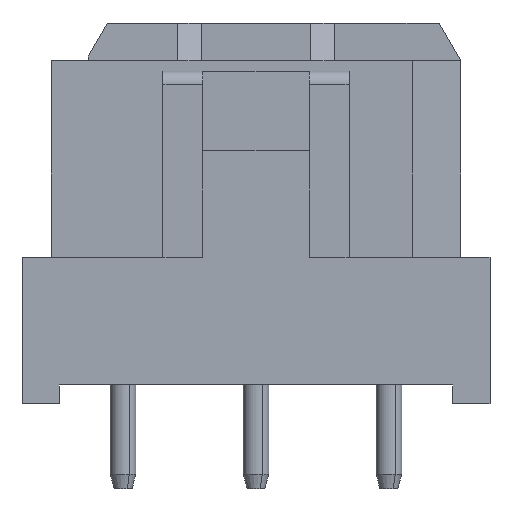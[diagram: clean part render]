
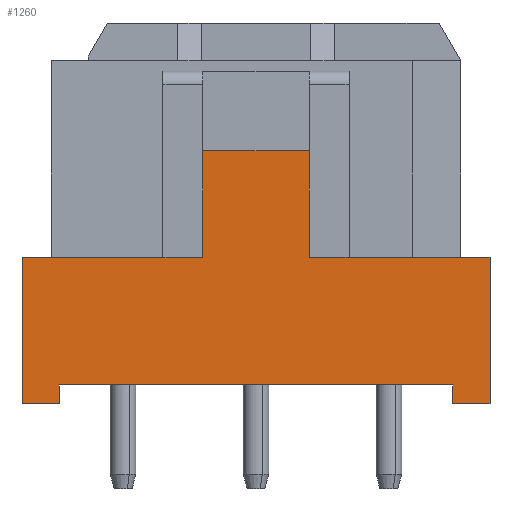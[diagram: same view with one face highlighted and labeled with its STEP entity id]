
A CAD part, front view. The second image highlights one B-rep face of the part: STEP entity #1260.
In plain terms, the highlighted planar face has unit normal (0, -1, 0).
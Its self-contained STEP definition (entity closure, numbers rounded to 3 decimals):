
#1162=AXIS2_PLACEMENT_3D('Plane Axis2P3D',#1159,#1160,#1161) ;
#627=CARTESIAN_POINT('Vertex',(0.,1.5,8.7)) ;
#630=CARTESIAN_POINT('Line Origine',(2.65,1.5,8.7)) ;
#634=CARTESIAN_POINT('Vertex',(5.3,1.5,8.7)) ;
#731=CARTESIAN_POINT('Line Origine',(14.95,1.5,8.7)) ;
#735=CARTESIAN_POINT('Vertex',(12.3,1.5,8.7)) ;
#737=CARTESIAN_POINT('Vertex',(17.6,1.5,8.7)) ;
#1159=CARTESIAN_POINT('Axis2P3D Location',(0.,1.5,0.)) ;
#1164=CARTESIAN_POINT('Line Origine',(16.9,1.5,3.2)) ;
#1168=CARTESIAN_POINT('Vertex',(16.2,1.5,3.2)) ;
#1170=CARTESIAN_POINT('Vertex',(17.6,1.5,3.2)) ;
#1173=CARTESIAN_POINT('Line Origine',(17.6,1.5,5.95)) ;
#1178=CARTESIAN_POINT('Line Origine',(11.55,1.5,8.7)) ;
#1182=CARTESIAN_POINT('Vertex',(10.8,1.5,8.7)) ;
#1185=CARTESIAN_POINT('Line Origine',(10.8,1.5,10.931)) ;
#1189=CARTESIAN_POINT('Vertex',(10.8,1.5,13.162)) ;
#1192=CARTESIAN_POINT('Line Origine',(8.8,1.5,13.162)) ;
#1196=CARTESIAN_POINT('Vertex',(6.8,1.5,13.162)) ;
#1199=CARTESIAN_POINT('Line Origine',(6.8,1.5,10.931)) ;
#1203=CARTESIAN_POINT('Vertex',(6.8,1.5,8.7)) ;
#1206=CARTESIAN_POINT('Line Origine',(6.05,1.5,8.7)) ;
#1211=CARTESIAN_POINT('Line Origine',(0.,1.5,5.95)) ;
#1215=CARTESIAN_POINT('Vertex',(0.,1.5,3.2)) ;
#1218=CARTESIAN_POINT('Line Origine',(0.7,1.5,3.2)) ;
#1222=CARTESIAN_POINT('Vertex',(1.4,1.5,3.2)) ;
#1225=CARTESIAN_POINT('Line Origine',(1.4,1.5,3.55)) ;
#1229=CARTESIAN_POINT('Vertex',(1.4,1.5,3.9)) ;
#1232=CARTESIAN_POINT('Line Origine',(8.8,1.5,3.9)) ;
#1236=CARTESIAN_POINT('Vertex',(16.2,1.5,3.9)) ;
#1239=CARTESIAN_POINT('Line Origine',(16.2,1.5,3.55)) ;
#631=DIRECTION('Vector Direction',(1.,0.,0.)) ;
#732=DIRECTION('Vector Direction',(1.,0.,0.)) ;
#1160=DIRECTION('Axis2P3D Direction',(0.,-1.,0.)) ;
#1161=DIRECTION('Axis2P3D XDirection',(1.,0.,0.)) ;
#1165=DIRECTION('Vector Direction',(1.,0.,0.)) ;
#1174=DIRECTION('Vector Direction',(0.,0.,1.)) ;
#1179=DIRECTION('Vector Direction',(1.,0.,0.)) ;
#1186=DIRECTION('Vector Direction',(0.,0.,1.)) ;
#1193=DIRECTION('Vector Direction',(1.,0.,0.)) ;
#1200=DIRECTION('Vector Direction',(0.,0.,1.)) ;
#1207=DIRECTION('Vector Direction',(1.,0.,0.)) ;
#1212=DIRECTION('Vector Direction',(0.,0.,1.)) ;
#1219=DIRECTION('Vector Direction',(1.,0.,0.)) ;
#1226=DIRECTION('Vector Direction',(0.,0.,1.)) ;
#1233=DIRECTION('Vector Direction',(-1.,0.,0.)) ;
#1240=DIRECTION('Vector Direction',(0.,0.,1.)) ;
#632=VECTOR('Line Direction',#631,1.) ;
#733=VECTOR('Line Direction',#732,1.) ;
#1166=VECTOR('Line Direction',#1165,1.) ;
#1175=VECTOR('Line Direction',#1174,1.) ;
#1180=VECTOR('Line Direction',#1179,1.) ;
#1187=VECTOR('Line Direction',#1186,1.) ;
#1194=VECTOR('Line Direction',#1193,1.) ;
#1201=VECTOR('Line Direction',#1200,1.) ;
#1208=VECTOR('Line Direction',#1207,1.) ;
#1213=VECTOR('Line Direction',#1212,1.) ;
#1220=VECTOR('Line Direction',#1219,1.) ;
#1227=VECTOR('Line Direction',#1226,1.) ;
#1234=VECTOR('Line Direction',#1233,1.) ;
#1241=VECTOR('Line Direction',#1240,1.) ;
#1245=ORIENTED_EDGE('',*,*,#1172,.T.) ;
#1246=ORIENTED_EDGE('',*,*,#1177,.T.) ;
#1247=ORIENTED_EDGE('',*,*,#739,.F.) ;
#1248=ORIENTED_EDGE('',*,*,#1184,.F.) ;
#1249=ORIENTED_EDGE('',*,*,#1191,.F.) ;
#1250=ORIENTED_EDGE('',*,*,#1198,.F.) ;
#1251=ORIENTED_EDGE('',*,*,#1205,.T.) ;
#1252=ORIENTED_EDGE('',*,*,#1210,.F.) ;
#1253=ORIENTED_EDGE('',*,*,#636,.F.) ;
#1254=ORIENTED_EDGE('',*,*,#1217,.F.) ;
#1255=ORIENTED_EDGE('',*,*,#1224,.T.) ;
#1256=ORIENTED_EDGE('',*,*,#1231,.T.) ;
#1257=ORIENTED_EDGE('',*,*,#1238,.F.) ;
#1258=ORIENTED_EDGE('',*,*,#1243,.F.) ;
#1260=ADVANCED_FACE('Hauptkoerper',(#1259),#1163,.T.) ;
#636=EDGE_CURVE('',#628,#635,#633,.T.) ;
#739=EDGE_CURVE('',#736,#738,#734,.T.) ;
#1172=EDGE_CURVE('',#1169,#1171,#1167,.T.) ;
#1177=EDGE_CURVE('',#1171,#738,#1176,.T.) ;
#1184=EDGE_CURVE('',#1183,#736,#1181,.T.) ;
#1191=EDGE_CURVE('',#1190,#1183,#1188,.F.) ;
#1198=EDGE_CURVE('',#1197,#1190,#1195,.T.) ;
#1205=EDGE_CURVE('',#1197,#1204,#1202,.F.) ;
#1210=EDGE_CURVE('',#635,#1204,#1209,.T.) ;
#1217=EDGE_CURVE('',#1216,#628,#1214,.T.) ;
#1224=EDGE_CURVE('',#1216,#1223,#1221,.T.) ;
#1231=EDGE_CURVE('',#1223,#1230,#1228,.T.) ;
#1238=EDGE_CURVE('',#1237,#1230,#1235,.T.) ;
#1243=EDGE_CURVE('',#1169,#1237,#1242,.T.) ;
#1244=EDGE_LOOP('',(#1245,#1246,#1247,#1248,#1249,#1250,#1251,#1252,#1253,#1254,#1255,#1256,#1257,#1258)) ;
#1259=FACE_OUTER_BOUND('',#1244,.T.) ;
#633=LINE('Line',#630,#632) ;
#734=LINE('Line',#731,#733) ;
#1167=LINE('Line',#1164,#1166) ;
#1176=LINE('Line',#1173,#1175) ;
#1181=LINE('Line',#1178,#1180) ;
#1188=LINE('Line',#1185,#1187) ;
#1195=LINE('Line',#1192,#1194) ;
#1202=LINE('Line',#1199,#1201) ;
#1209=LINE('Line',#1206,#1208) ;
#1214=LINE('Line',#1211,#1213) ;
#1221=LINE('Line',#1218,#1220) ;
#1228=LINE('Line',#1225,#1227) ;
#1235=LINE('Line',#1232,#1234) ;
#1242=LINE('Line',#1239,#1241) ;
#1163=PLANE('',#1162) ;
#628=VERTEX_POINT('',#627) ;
#635=VERTEX_POINT('',#634) ;
#736=VERTEX_POINT('',#735) ;
#738=VERTEX_POINT('',#737) ;
#1169=VERTEX_POINT('',#1168) ;
#1171=VERTEX_POINT('',#1170) ;
#1183=VERTEX_POINT('',#1182) ;
#1190=VERTEX_POINT('',#1189) ;
#1197=VERTEX_POINT('',#1196) ;
#1204=VERTEX_POINT('',#1203) ;
#1216=VERTEX_POINT('',#1215) ;
#1223=VERTEX_POINT('',#1222) ;
#1230=VERTEX_POINT('',#1229) ;
#1237=VERTEX_POINT('',#1236) ;
